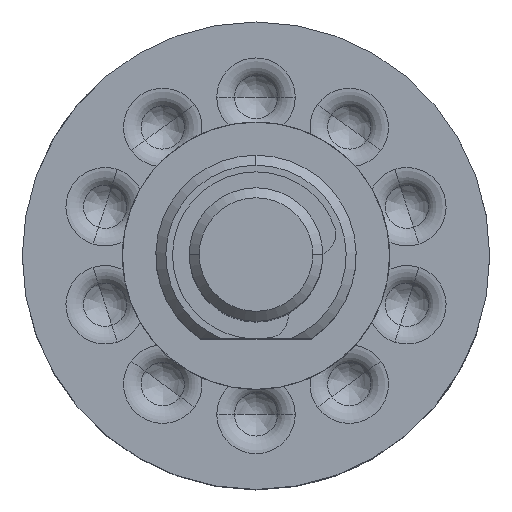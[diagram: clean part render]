
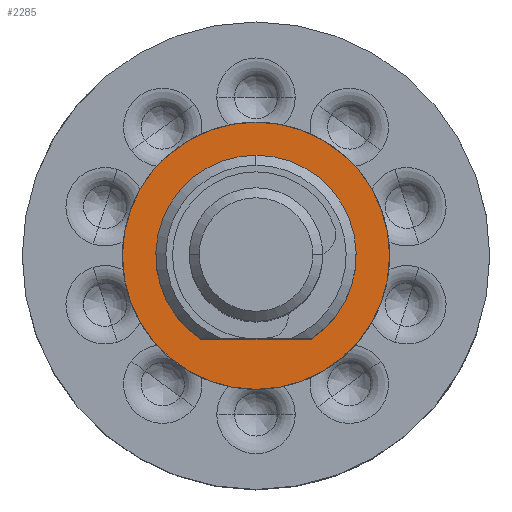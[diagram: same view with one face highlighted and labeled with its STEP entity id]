
A CAD part, top view. The second image highlights one B-rep face of the part: STEP entity #2285.
In plain terms, the highlighted planar face has unit normal (0, 0, 1).
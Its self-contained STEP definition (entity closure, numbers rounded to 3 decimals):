
#23 = VERTEX_POINT ( 'NONE', #12343 ) ;
#703 = VERTEX_POINT ( 'NONE', #10222 ) ;
#971 = ORIENTED_EDGE ( 'NONE', *, *, #6274, .T. ) ;
#1233 = CARTESIAN_POINT ( 'NONE',  ( 0., 0., 0. ) ) ;
#1896 = DIRECTION ( 'NONE',  ( 0., -1., 0. ) ) ;
#2285 = ADVANCED_FACE ( 'NONE', ( #13761, #5505 ), #14043, .T. ) ;
#2503 = DIRECTION ( 'NONE',  ( 0., -1., 0. ) ) ;
#2650 = EDGE_CURVE ( 'NONE', #23, #7433, #6619, .T. ) ;
#2817 = AXIS2_PLACEMENT_3D ( 'NONE', #11046, #5010, #2503 ) ;
#2901 = CARTESIAN_POINT ( 'NONE',  ( 0., 0., 0. ) ) ;
#3350 = DIRECTION ( 'NONE',  ( -1., 0., 0. ) ) ;
#4811 = DIRECTION ( 'NONE',  ( 0., 0., 1. ) ) ;
#5010 = DIRECTION ( 'NONE',  ( 0., 0., 1. ) ) ;
#5233 = AXIS2_PLACEMENT_3D ( 'NONE', #13418, #9903, #6051 ) ;
#5343 = DIRECTION ( 'NONE',  ( 0., -1., 0. ) ) ;
#5505 = FACE_OUTER_BOUND ( 'NONE', #7063, .T. ) ;
#5650 = AXIS2_PLACEMENT_3D ( 'NONE', #2901, #15421, #1896 ) ;
#5704 = CARTESIAN_POINT ( 'NONE',  ( -1.658, -2.5, 0. ) ) ;
#6051 = DIRECTION ( 'NONE',  ( 0., -1., 0. ) ) ;
#6062 = DIRECTION ( 'NONE',  ( 0., -1., 0. ) ) ;
#6274 = EDGE_CURVE ( 'NONE', #9773, #7433, #7958, .T. ) ;
#6619 = CIRCLE ( 'NONE', #5650, 3. ) ;
#6675 = DIRECTION ( 'NONE',  ( 0., 0., 1. ) ) ;
#7063 = EDGE_LOOP ( 'NONE', ( #9254, #12646 ) ) ;
#7301 = CIRCLE ( 'NONE', #2817, 4. ) ;
#7433 = VERTEX_POINT ( 'NONE', #5704 ) ;
#7765 = EDGE_CURVE ( 'NONE', #10545, #703, #13307, .T. ) ;
#7958 = LINE ( 'NONE', #15375, #11853 ) ;
#8225 = ORIENTED_EDGE ( 'NONE', *, *, #2650, .F. ) ;
#8676 = CARTESIAN_POINT ( 'NONE',  ( 1.658, -2.5, 0. ) ) ;
#8747 = EDGE_CURVE ( 'NONE', #703, #10545, #7301, .T. ) ;
#9254 = ORIENTED_EDGE ( 'NONE', *, *, #8747, .T. ) ;
#9453 = AXIS2_PLACEMENT_3D ( 'NONE', #12701, #6675, #5343 ) ;
#9773 = VERTEX_POINT ( 'NONE', #8676 ) ;
#9903 = DIRECTION ( 'NONE',  ( 0., 0., 1. ) ) ;
#10222 = CARTESIAN_POINT ( 'NONE',  ( 0., 4., 0. ) ) ;
#10442 = CARTESIAN_POINT ( 'NONE',  ( 0., -4., 0. ) ) ;
#10545 = VERTEX_POINT ( 'NONE', #10442 ) ;
#10627 = EDGE_LOOP ( 'NONE', ( #13603, #971, #8225 ) ) ;
#10707 = AXIS2_PLACEMENT_3D ( 'NONE', #1233, #4811, #6062 ) ;
#11046 = CARTESIAN_POINT ( 'NONE',  ( 0., 0., 0. ) ) ;
#11853 = VECTOR ( 'NONE', #3350, 1000. ) ;
#12343 = CARTESIAN_POINT ( 'NONE',  ( 0., 3., 0. ) ) ;
#12490 = CIRCLE ( 'NONE', #10707, 3. ) ;
#12646 = ORIENTED_EDGE ( 'NONE', *, *, #7765, .T. ) ;
#12701 = CARTESIAN_POINT ( 'NONE',  ( 0., 0., 0. ) ) ;
#13307 = CIRCLE ( 'NONE', #5233, 4. ) ;
#13418 = CARTESIAN_POINT ( 'NONE',  ( 0., 0., 0. ) ) ;
#13487 = EDGE_CURVE ( 'NONE', #9773, #23, #12490, .T. ) ;
#13603 = ORIENTED_EDGE ( 'NONE', *, *, #13487, .F. ) ;
#13761 = FACE_BOUND ( 'NONE', #10627, .T. ) ;
#14043 = PLANE ( 'NONE',  #9453 ) ;
#15375 = CARTESIAN_POINT ( 'NONE',  ( 0., -2.5, 0. ) ) ;
#15421 = DIRECTION ( 'NONE',  ( 0., 0., 1. ) ) ;
